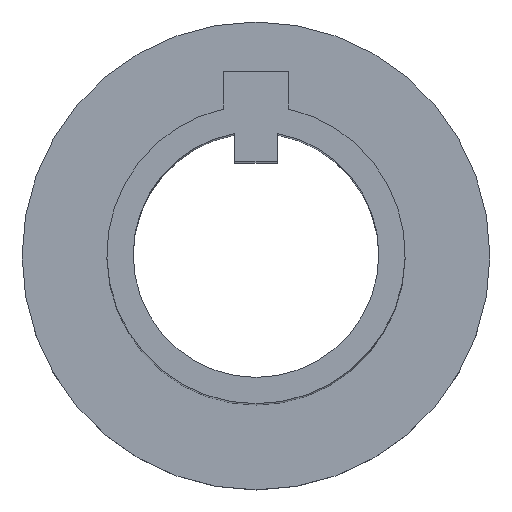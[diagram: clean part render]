
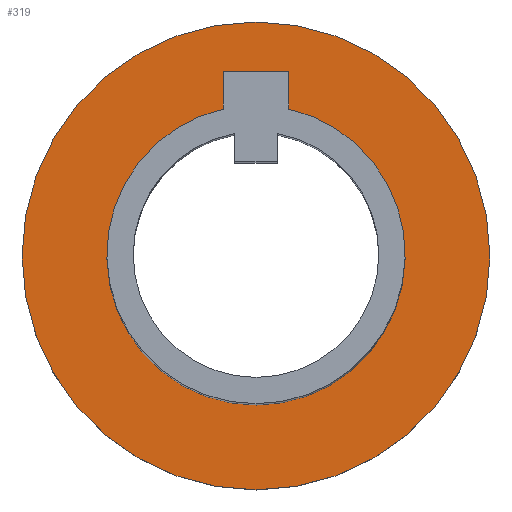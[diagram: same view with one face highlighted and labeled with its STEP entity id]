
A CAD part, top view. The second image highlights one B-rep face of the part: STEP entity #319.
In plain terms, the highlighted planar face has unit normal (0, 0, 1).
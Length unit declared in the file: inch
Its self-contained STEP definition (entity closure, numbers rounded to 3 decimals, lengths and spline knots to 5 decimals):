
#74=DIRECTION('',(0.,1.,0.));
#75=VECTOR('',#74,1.6);
#76=CARTESIAN_POINT('',(1.4,6.21937,0.));
#77=LINE('',#76,#75);
#82=CARTESIAN_POINT('',(0.,0.,0.));
#83=DIRECTION('',(0.,0.,1.));
#84=DIRECTION('',(0.,-1.,0.));
#85=AXIS2_PLACEMENT_3D('',#82,#83,#84);
#87=CARTESIAN_POINT('',(0.,0.,0.));
#88=DIRECTION('',(0.,0.,1.));
#89=DIRECTION('',(0.,1.,0.));
#90=AXIS2_PLACEMENT_3D('',#87,#88,#89);
#124=DIRECTION('',(-1.,0.,0.));
#125=VECTOR('',#124,2.8);
#126=CARTESIAN_POINT('',(1.4,7.81937,0.));
#127=LINE('',#126,#125);
#132=DIRECTION('',(0.,-1.,0.));
#133=VECTOR('',#132,1.6);
#134=CARTESIAN_POINT('',(-1.4,7.81937,0.));
#135=LINE('',#134,#133);
#140=CARTESIAN_POINT('',(0.,0.,0.));
#141=DIRECTION('',(0.,0.,1.));
#142=DIRECTION('',(-0.22,0.976,0.));
#143=AXIS2_PLACEMENT_3D('',#140,#141,#142);
#177=CARTESIAN_POINT('',(0.,-10.,0.));
#178=CARTESIAN_POINT('',(0.,10.,0.));
#179=VERTEX_POINT('',#177);
#180=VERTEX_POINT('',#178);
#197=CARTESIAN_POINT('',(1.4,6.21937,0.));
#198=CARTESIAN_POINT('',(1.4,7.81937,0.));
#199=VERTEX_POINT('',#197);
#200=VERTEX_POINT('',#198);
#201=CARTESIAN_POINT('',(-1.4,7.81937,0.));
#202=VERTEX_POINT('',#201);
#203=CARTESIAN_POINT('',(-1.4,6.21937,0.));
#204=VERTEX_POINT('',#203);
#299=CARTESIAN_POINT('',(0.,0.,0.));
#300=DIRECTION('',(0.,0.,1.));
#301=DIRECTION('',(0.,-1.,0.));
#302=AXIS2_PLACEMENT_3D('',#299,#300,#301);
#303=PLANE('',#302);
#305=ORIENTED_EDGE('',*,*,#304,.F.);
#307=ORIENTED_EDGE('',*,*,#306,.F.);
#308=EDGE_LOOP('',(#305,#307));
#309=FACE_OUTER_BOUND('',#308,.F.);
#310=ORIENTED_EDGE('',*,*,#289,.T.);
#312=ORIENTED_EDGE('',*,*,#311,.T.);
#314=ORIENTED_EDGE('',*,*,#313,.T.);
#316=ORIENTED_EDGE('',*,*,#315,.T.);
#317=EDGE_LOOP('',(#310,#312,#314,#316));
#318=FACE_BOUND('',#317,.F.);
#86=CIRCLE('',#85,10.);
#91=CIRCLE('',#90,10.);
#144=CIRCLE('',#143,6.375);
#289=EDGE_CURVE('',#199,#200,#77,.T.);
#304=EDGE_CURVE('',#179,#180,#86,.T.);
#306=EDGE_CURVE('',#180,#179,#91,.T.);
#311=EDGE_CURVE('',#200,#202,#127,.T.);
#313=EDGE_CURVE('',#202,#204,#135,.T.);
#315=EDGE_CURVE('',#204,#199,#144,.T.);
#319=ADVANCED_FACE('',(#309,#318),#303,.T.);
